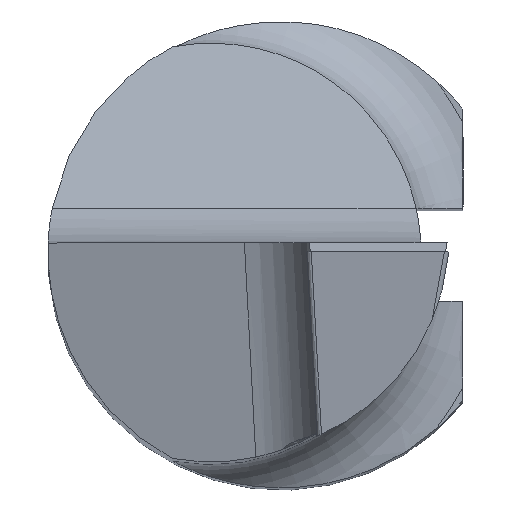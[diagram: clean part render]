
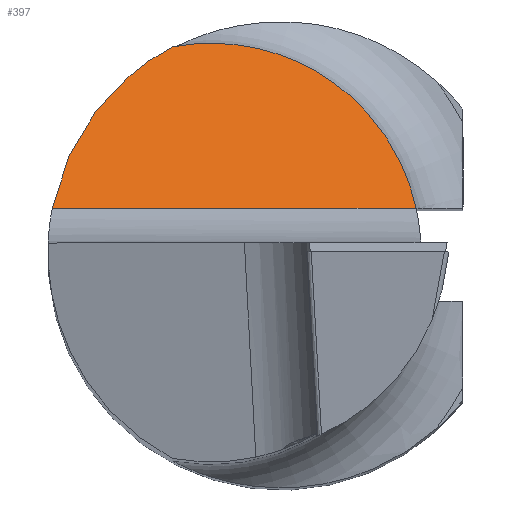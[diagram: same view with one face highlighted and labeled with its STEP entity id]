
A CAD part, top view. The second image highlights one B-rep face of the part: STEP entity #397.
In plain terms, the highlighted planar face has unit normal (0, 0.766, 0.643).
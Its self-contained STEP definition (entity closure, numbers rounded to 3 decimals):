
#22 = CARTESIAN_POINT ( 'NONE',  ( -1.167, 2.211, 26.546 ) ) ;
#81 =( BOUNDED_CURVE ( )  B_SPLINE_CURVE ( 3, ( #536, #1053, #309, #1375 ),
 .UNSPECIFIED., .F., .F. ) 
 B_SPLINE_CURVE_WITH_KNOTS ( ( 4, 4 ),
 ( 4.903, 5.798 ),
 .UNSPECIFIED. ) 
 CURVE ( )  GEOMETRIC_REPRESENTATION_ITEM ( )  RATIONAL_B_SPLINE_CURVE ( ( 1., 0.934, 0.934, 1. ) ) 
 REPRESENTATION_ITEM ( '' )  );
#111 = VERTEX_POINT ( 'NONE', #473 ) ;
#123 = EDGE_CURVE ( 'NONE', #472, #640, #81, .T. ) ;
#157 = EDGE_CURVE ( 'NONE', #472, #111, #1449, .T. ) ;
#240 = EDGE_CURVE ( 'NONE', #640, #111, #1154, .T. ) ;
#247 = CARTESIAN_POINT ( 'NONE',  ( 0.102, 2.45, 26.261 ) ) ;
#309 = CARTESIAN_POINT ( 'NONE',  ( -1.849, 1.851, 26.975 ) ) ;
#397 = ADVANCED_FACE ( 'NONE', ( #1003 ), #528, .F. ) ;
#403 = ORIENTED_EDGE ( 'NONE', *, *, #123, .F. ) ;
#420 = DIRECTION ( 'NONE',  ( 0., -0.766, -0.643 ) ) ;
#472 = VERTEX_POINT ( 'NONE', #521 ) ;
#473 = CARTESIAN_POINT ( 'NONE',  ( 1.449, 0.474, 28.616 ) ) ;
#521 = CARTESIAN_POINT ( 'NONE',  ( -2.455, 0.474, 28.616 ) ) ;
#528 = PLANE ( 'NONE',  #1395 ) ;
#536 = CARTESIAN_POINT ( 'NONE',  ( -2.455, 0.474, 28.616 ) ) ;
#612 = CARTESIAN_POINT ( 'NONE',  ( 1.449, 0.474, 28.616 ) ) ;
#640 = VERTEX_POINT ( 'NONE', #1235 ) ;
#711 = EDGE_LOOP ( 'NONE', ( #1280, #981, #403 ) ) ;
#733 = CARTESIAN_POINT ( 'NONE',  ( 1.177, 1.736, 27.112 ) ) ;
#797 = VECTOR ( 'NONE', #1456, 1000. ) ;
#981 = ORIENTED_EDGE ( 'NONE', *, *, #240, .F. ) ;
#1003 = FACE_OUTER_BOUND ( 'NONE', #711, .T. ) ;
#1053 = CARTESIAN_POINT ( 'NONE',  ( -2.308, 1.232, 27.714 ) ) ;
#1154 =( BOUNDED_CURVE ( )  B_SPLINE_CURVE ( 3, ( #22, #247, #733, #612 ),
 .UNSPECIFIED., .F., .F. ) 
 B_SPLINE_CURVE_WITH_KNOTS ( ( 4, 4 ),
 ( 6.097, 7.642 ),
 .UNSPECIFIED. ) 
 CURVE ( )  GEOMETRIC_REPRESENTATION_ITEM ( )  RATIONAL_B_SPLINE_CURVE ( ( 1., 0.811, 0.811, 1. ) ) 
 REPRESENTATION_ITEM ( '' )  );
#1155 = CARTESIAN_POINT ( 'NONE',  ( -2.5, 0.474, 28.616 ) ) ;
#1200 = CARTESIAN_POINT ( 'NONE',  ( -2.5, 0.474, 28.616 ) ) ;
#1227 = DIRECTION ( 'NONE',  ( 0., 0.643, -0.766 ) ) ;
#1235 = CARTESIAN_POINT ( 'NONE',  ( -1.167, 2.211, 26.546 ) ) ;
#1280 = ORIENTED_EDGE ( 'NONE', *, *, #157, .T. ) ;
#1375 = CARTESIAN_POINT ( 'NONE',  ( -1.167, 2.211, 26.546 ) ) ;
#1395 = AXIS2_PLACEMENT_3D ( 'NONE', #1200, #420, #1227 ) ;
#1449 = LINE ( 'NONE', #1155, #797 ) ;
#1456 = DIRECTION ( 'NONE',  ( 1., 0., 0. ) ) ;
